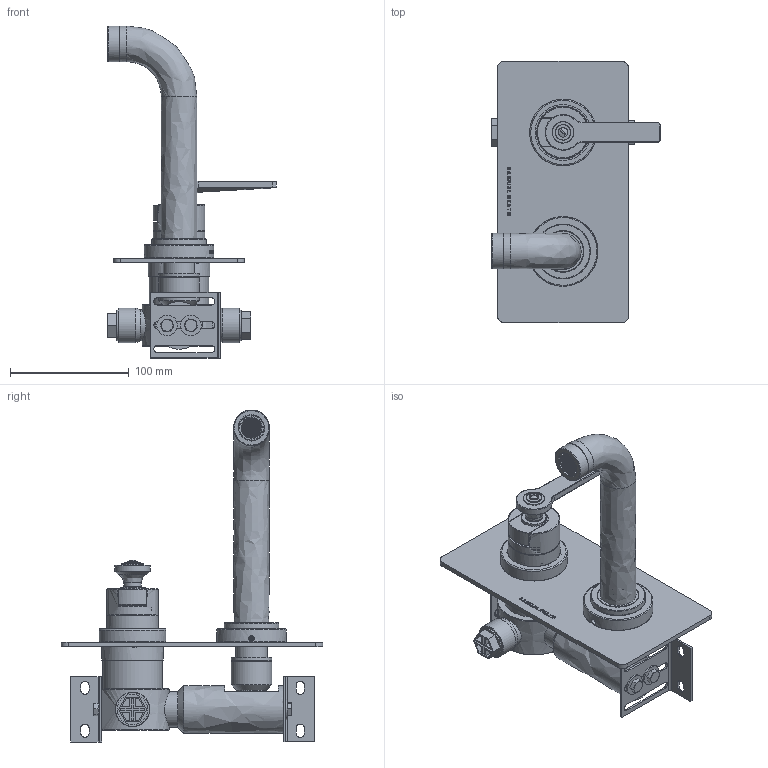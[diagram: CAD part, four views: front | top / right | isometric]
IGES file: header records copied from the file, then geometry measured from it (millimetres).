
Global section: file name: V7K35-1LF; native system: Autodesk Inventor 2018; preprocessor: unknown; author: rclarke; date: 20171129.090854; units: millimetre
Bounding box: 142.02 x 220 x 279.05 mm (x, y, z)
Volume: 568206.8 mm3; surface area: 289560 mm2
Topology: 55 solids, 56 shells, 2854 faces, 7640 edges, 5166 vertices
Faces by surface type: bspline 2854
